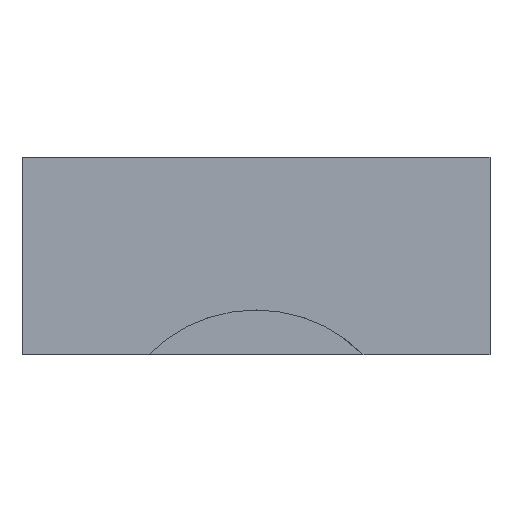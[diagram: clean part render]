
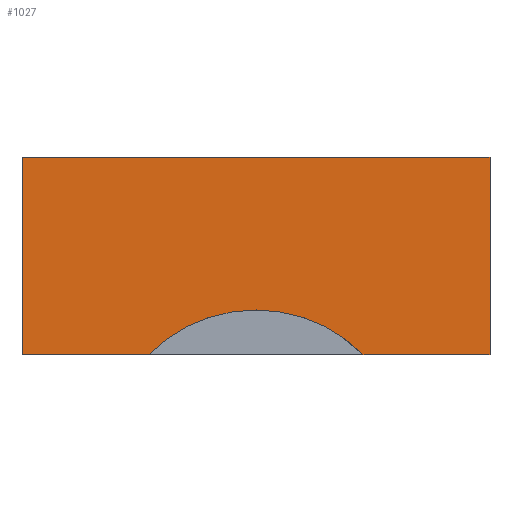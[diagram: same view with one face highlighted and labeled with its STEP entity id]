
A CAD part, front view. The second image highlights one B-rep face of the part: STEP entity #1027.
In plain terms, the highlighted planar face has unit normal (0, -1, 0).
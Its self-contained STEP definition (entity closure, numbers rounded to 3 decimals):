
#10 = FACE_OUTER_BOUND ( 'NONE', #714, .T. ) ;
#13 = PLANE ( 'NONE',  #341 ) ;
#16 = ORIENTED_EDGE ( 'NONE', *, *, #396, .F. ) ;
#48 = CARTESIAN_POINT ( 'NONE',  ( 0., -45., 0. ) ) ;
#88 = DIRECTION ( 'NONE',  ( 0., -1., 0. ) ) ;
#94 = EDGE_CURVE ( 'NONE', #255, #215, #699, .T. ) ;
#99 = CIRCLE ( 'NONE', #1058, 8.45 ) ;
#118 = ORIENTED_EDGE ( 'NONE', *, *, #283, .T. ) ;
#192 = CARTESIAN_POINT ( 'NONE',  ( 13., -45., -5.95 ) ) ;
#213 = CARTESIAN_POINT ( 'NONE',  ( 0., -45., 11. ) ) ;
#215 = VERTEX_POINT ( 'NONE', #383 ) ;
#246 = CARTESIAN_POINT ( 'NONE',  ( 0., -45., 11. ) ) ;
#255 = VERTEX_POINT ( 'NONE', #246 ) ;
#283 = EDGE_CURVE ( 'NONE', #1234, #999, #909, .T. ) ;
#285 = DIRECTION ( 'NONE',  ( 1., 0., 0. ) ) ;
#313 = VECTOR ( 'NONE', #1254, 1000. ) ;
#341 = AXIS2_PLACEMENT_3D ( 'NONE', #213, #358, #786 ) ;
#358 = DIRECTION ( 'NONE',  ( 0., 1., 0. ) ) ;
#383 = CARTESIAN_POINT ( 'NONE',  ( 0., -45., 0. ) ) ;
#396 = EDGE_CURVE ( 'NONE', #1234, #605, #99, .T. ) ;
#410 = CARTESIAN_POINT ( 'NONE',  ( 0., -45., 11. ) ) ;
#424 = DIRECTION ( 'NONE',  ( 0., 0., -1. ) ) ;
#429 = CARTESIAN_POINT ( 'NONE',  ( 0., -45., 11. ) ) ;
#446 = LINE ( 'NONE', #608, #911 ) ;
#479 = DIRECTION ( 'NONE',  ( 0., 0., -1. ) ) ;
#511 = ORIENTED_EDGE ( 'NONE', *, *, #1096, .F. ) ;
#605 = VERTEX_POINT ( 'NONE', #1205 ) ;
#608 = CARTESIAN_POINT ( 'NONE',  ( 26., -45., 11. ) ) ;
#699 = LINE ( 'NONE', #429, #1171 ) ;
#714 = EDGE_LOOP ( 'NONE', ( #875, #16, #118, #511, #1015, #1368 ) ) ;
#742 = CARTESIAN_POINT ( 'NONE',  ( 26., -45., 11. ) ) ;
#786 = DIRECTION ( 'NONE',  ( 0., 0., 1. ) ) ;
#806 = VECTOR ( 'NONE', #285, 1000. ) ;
#875 = ORIENTED_EDGE ( 'NONE', *, *, #1425, .T. ) ;
#898 = EDGE_CURVE ( 'NONE', #255, #947, #1428, .T. ) ;
#909 = LINE ( 'NONE', #957, #806 ) ;
#911 = VECTOR ( 'NONE', #479, 1000. ) ;
#947 = VERTEX_POINT ( 'NONE', #742 ) ;
#957 = CARTESIAN_POINT ( 'NONE',  ( 0., -45., 0. ) ) ;
#999 = VERTEX_POINT ( 'NONE', #1401 ) ;
#1015 = ORIENTED_EDGE ( 'NONE', *, *, #898, .F. ) ;
#1027 = ADVANCED_FACE ( 'NONE', ( #10 ), #13, .F. ) ;
#1058 = AXIS2_PLACEMENT_3D ( 'NONE', #192, #88, #1089 ) ;
#1089 = DIRECTION ( 'NONE',  ( 1., 0., 0. ) ) ;
#1090 = CARTESIAN_POINT ( 'NONE',  ( 19., -45., 0. ) ) ;
#1096 = EDGE_CURVE ( 'NONE', #947, #999, #446, .T. ) ;
#1154 = VECTOR ( 'NONE', #1275, 1000. ) ;
#1171 = VECTOR ( 'NONE', #424, 1000. ) ;
#1205 = CARTESIAN_POINT ( 'NONE',  ( 7., -45., 0. ) ) ;
#1234 = VERTEX_POINT ( 'NONE', #1090 ) ;
#1253 = LINE ( 'NONE', #48, #1154 ) ;
#1254 = DIRECTION ( 'NONE',  ( 1., 0., 0. ) ) ;
#1275 = DIRECTION ( 'NONE',  ( 1., 0., 0. ) ) ;
#1368 = ORIENTED_EDGE ( 'NONE', *, *, #94, .T. ) ;
#1401 = CARTESIAN_POINT ( 'NONE',  ( 26., -45., 0. ) ) ;
#1425 = EDGE_CURVE ( 'NONE', #215, #605, #1253, .T. ) ;
#1428 = LINE ( 'NONE', #410, #313 ) ;
